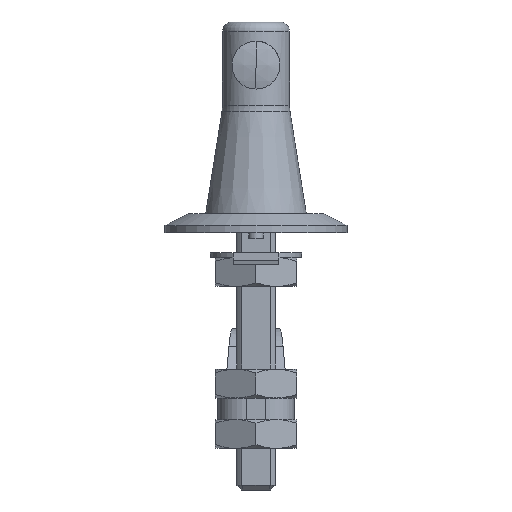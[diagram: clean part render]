
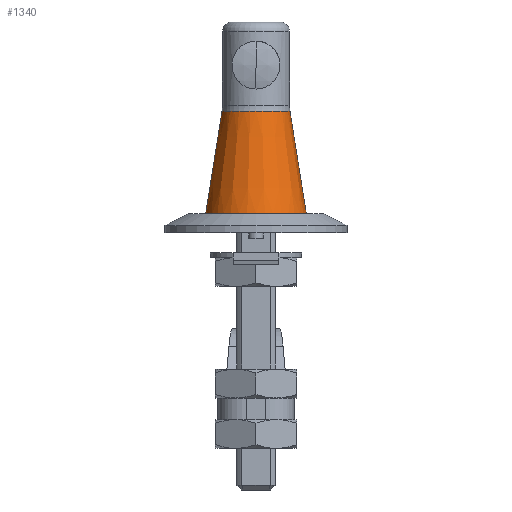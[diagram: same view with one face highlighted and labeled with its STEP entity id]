
A CAD part, front view. The second image highlights one B-rep face of the part: STEP entity #1340.
In plain terms, the highlighted conical face has half-angle 9.039 degrees and reference radius 10.5 mm.
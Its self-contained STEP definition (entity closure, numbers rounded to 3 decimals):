
#709 = VERTEX_POINT ( 'NONE', #2520 ) ;
#843 = EDGE_CURVE ( 'NONE', #709, #871, #2777, .T. ) ;
#844 = EDGE_CURVE ( 'NONE', #871, #933, #2765, .T. ) ;
#858 = EDGE_CURVE ( 'NONE', #709, #974, #2875, .T. ) ;
#871 = VERTEX_POINT ( 'NONE', #2865 ) ;
#933 = VERTEX_POINT ( 'NONE', #3080 ) ;
#974 = VERTEX_POINT ( 'NONE', #3027 ) ;
#981 = EDGE_CURVE ( 'NONE', #974, #933, #3104, .T. ) ;
#1333 = EDGE_LOOP ( 'NONE', ( #1499, #1497, #1334, #1495 ) ) ;
#1334 = ORIENTED_EDGE ( 'NONE', *, *, #844, .T. ) ;
#1340 = ADVANCED_FACE ( 'NONE', ( #4152 ), #4155, .T. ) ;
#1495 = ORIENTED_EDGE ( 'NONE', *, *, #981, .F. ) ;
#1497 = ORIENTED_EDGE ( 'NONE', *, *, #843, .T. ) ;
#1499 = ORIENTED_EDGE ( 'NONE', *, *, #858, .F. ) ;
#2031 = DIRECTION ( 'NONE',  ( -0.157, 0., -0.988 ) ) ;
#2520 = CARTESIAN_POINT ( 'NONE',  ( 7.099, 0., 21.375 ) ) ;
#2733 = AXIS2_PLACEMENT_3D ( 'NONE', #2770, #2769, #2768 ) ;
#2763 = VECTOR ( 'NONE', #2031, 1000. ) ;
#2764 = CARTESIAN_POINT ( 'NONE',  ( -10.5, 0., 0. ) ) ;
#2765 = LINE ( 'NONE', #2764, #2763 ) ;
#2768 = DIRECTION ( 'NONE',  ( -1., 0., 0. ) ) ;
#2769 = DIRECTION ( 'NONE',  ( 0., 0., -1. ) ) ;
#2770 = CARTESIAN_POINT ( 'NONE',  ( 0., 0., 21.375 ) ) ;
#2777 = CIRCLE ( 'NONE', #2733, 7.099 ) ;
#2830 = VECTOR ( 'NONE', #2846, 1000. ) ;
#2831 = CARTESIAN_POINT ( 'NONE',  ( 10.5, 0., 0. ) ) ;
#2846 = DIRECTION ( 'NONE',  ( 0.157, 0., -0.988 ) ) ;
#2865 = CARTESIAN_POINT ( 'NONE',  ( -7.099, 0., 21.375 ) ) ;
#2875 = LINE ( 'NONE', #2831, #2830 ) ;
#3027 = CARTESIAN_POINT ( 'NONE',  ( 10.5, 0., 0. ) ) ;
#3080 = CARTESIAN_POINT ( 'NONE',  ( -10.5, 0., 0. ) ) ;
#3100 = DIRECTION ( 'NONE',  ( -1., 0., 0. ) ) ;
#3101 = DIRECTION ( 'NONE',  ( 0., 0., -1. ) ) ;
#3102 = CARTESIAN_POINT ( 'NONE',  ( 0., 0., 0. ) ) ;
#3103 = AXIS2_PLACEMENT_3D ( 'NONE', #3102, #3101, #3100 ) ;
#3104 = CIRCLE ( 'NONE', #3103, 10.5 ) ;
#4113 = CARTESIAN_POINT ( 'NONE',  ( 0., 0., 0. ) ) ;
#4132 = DIRECTION ( 'NONE',  ( 0., 0., -1. ) ) ;
#4146 = DIRECTION ( 'NONE',  ( -1., 0., 0. ) ) ;
#4151 = AXIS2_PLACEMENT_3D ( 'NONE', #4113, #4132, #4146 ) ;
#4152 = FACE_OUTER_BOUND ( 'NONE', #1333, .T. ) ;
#4155 = CONICAL_SURFACE ( 'NONE', #4151, 10.5, 0.158 ) ;
